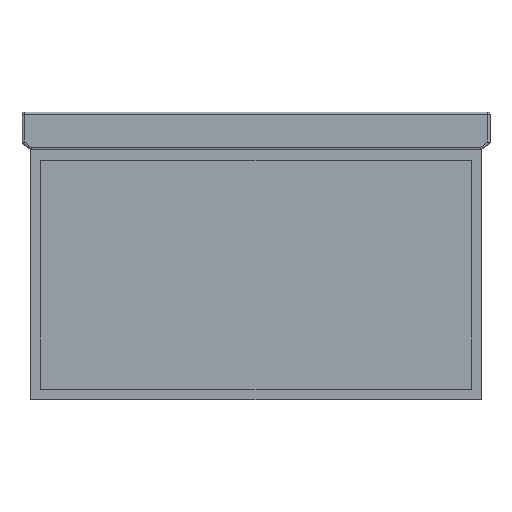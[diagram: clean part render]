
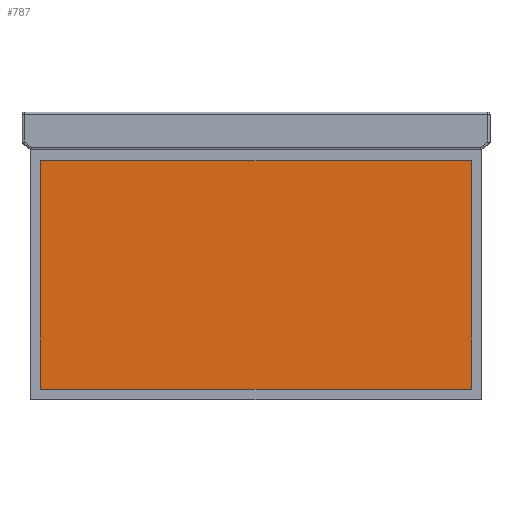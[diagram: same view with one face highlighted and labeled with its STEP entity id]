
A CAD part, front view. The second image highlights one B-rep face of the part: STEP entity #787.
In plain terms, the highlighted planar face has unit normal (0, -1, 0).
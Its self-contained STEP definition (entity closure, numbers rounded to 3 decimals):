
#148=ORIENTED_EDGE('',*,*,#337,.T.);
#149=ORIENTED_EDGE('',*,*,#340,.T.);
#150=ORIENTED_EDGE('',*,*,#342,.T.);
#151=ORIENTED_EDGE('',*,*,#343,.T.);
#337=EDGE_CURVE('',#441,#440,#513,.T.);
#340=EDGE_CURVE('',#440,#442,#516,.T.);
#342=EDGE_CURVE('',#442,#443,#518,.T.);
#343=EDGE_CURVE('',#443,#441,#519,.T.);
#440=VERTEX_POINT('',#1233);
#441=VERTEX_POINT('',#1235);
#442=VERTEX_POINT('',#1239);
#443=VERTEX_POINT('',#1243);
#513=LINE('',#1234,#589);
#516=LINE('',#1240,#592);
#518=LINE('',#1244,#594);
#519=LINE('',#1246,#595);
#589=VECTOR('',#977,1000.);
#592=VECTOR('',#982,1000.);
#594=VECTOR('',#986,1000.);
#595=VECTOR('',#989,1000.);
#652=EDGE_LOOP('',(#148,#149,#150,#151));
#708=FACE_BOUND('',#652,.T.);
#762=PLANE('',#853);
#787=ADVANCED_FACE('',(#708),#762,.T.);
#853=AXIS2_PLACEMENT_3D('',#1247,#990,#991);
#977=DIRECTION('',(-1.,0.,0.));
#982=DIRECTION('',(0.,0.,-1.));
#986=DIRECTION('',(1.,0.,0.));
#989=DIRECTION('',(0.,0.,1.));
#990=DIRECTION('',(0.,-1.,0.));
#991=DIRECTION('',(0.,0.,-1.));
#1233=CARTESIAN_POINT('',(-160.,-21.5,85.));
#1234=CARTESIAN_POINT('',(160.,-21.5,85.));
#1235=CARTESIAN_POINT('',(160.,-21.5,85.));
#1239=CARTESIAN_POINT('',(-160.,-21.5,-85.));
#1240=CARTESIAN_POINT('',(-160.,-21.5,85.));
#1243=CARTESIAN_POINT('',(160.,-21.5,-85.));
#1244=CARTESIAN_POINT('',(-160.,-21.5,-85.));
#1246=CARTESIAN_POINT('',(160.,-21.5,-85.));
#1247=CARTESIAN_POINT('',(0.,-21.5,0.));
